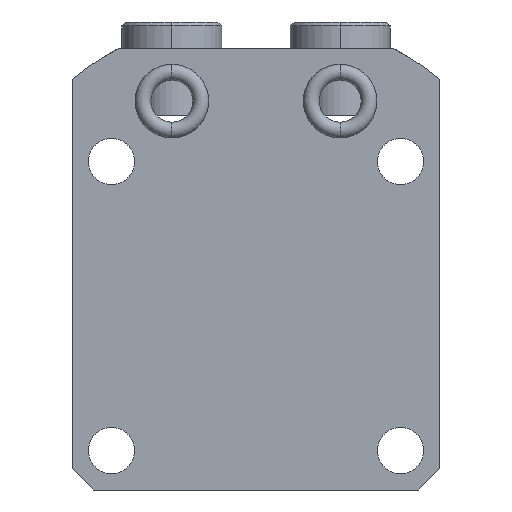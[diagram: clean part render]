
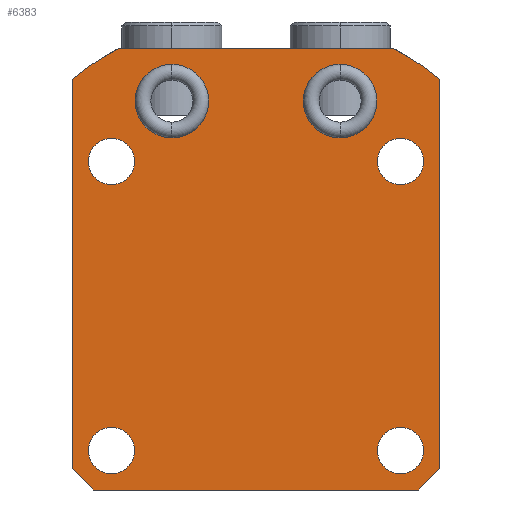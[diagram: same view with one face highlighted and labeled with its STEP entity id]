
A CAD part, front view. The second image highlights one B-rep face of the part: STEP entity #6383.
In plain terms, the highlighted planar face has unit normal (0, -1, 0).
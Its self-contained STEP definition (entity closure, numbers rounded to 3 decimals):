
#1769=CARTESIAN_POINT('',(0.,-30.,0.));
#1770=DIRECTION('',(0.,-1.,0.));
#1771=DIRECTION('',(0.63,0.,0.777));
#1772=AXIS2_PLACEMENT_3D('',#1769,#1770,#1771);
#1816=CARTESIAN_POINT('',(0.,-30.,0.));
#1817=DIRECTION('',(0.,-1.,0.));
#1818=DIRECTION('',(-0.472,0.,0.882));
#1819=AXIS2_PLACEMENT_3D('',#1816,#1817,#1818);
#2387=DIRECTION('',(0.707,0.,0.707));
#2388=VECTOR('',#2387,5.657);
#2389=CARTESIAN_POINT('',(31.,-30.,-35.));
#2390=LINE('',#2389,#2388);
#2394=DIRECTION('',(1.,0.,0.));
#2395=VECTOR('',#2394,62.);
#2396=CARTESIAN_POINT('',(-31.,-30.,-35.));
#2397=LINE('',#2396,#2395);
#2401=DIRECTION('',(0.707,0.,-0.707));
#2402=VECTOR('',#2401,5.657);
#2403=CARTESIAN_POINT('',(-35.,-30.,-31.));
#2404=LINE('',#2403,#2402);
#2408=DIRECTION('',(0.,0.,-1.));
#2409=VECTOR('',#2408,74.156);
#2410=CARTESIAN_POINT('',(-35.,-30.,43.156));
#2411=LINE('',#2410,#2409);
#2415=DIRECTION('',(-1.,0.,0.));
#2416=VECTOR('',#2415,52.401);
#2417=CARTESIAN_POINT('',(26.201,-30.,49.));
#2418=LINE('',#2417,#2416);
#2422=DIRECTION('',(0.,0.,1.));
#2423=VECTOR('',#2422,74.156);
#2424=CARTESIAN_POINT('',(35.,-30.,-31.));
#2425=LINE('',#2424,#2423);
#2429=CARTESIAN_POINT('',(27.5,-30.,-27.5));
#2430=DIRECTION('',(0.,1.,0.));
#2431=DIRECTION('',(1.,0.,0.));
#2432=AXIS2_PLACEMENT_3D('',#2429,#2430,#2431);
#2437=CARTESIAN_POINT('',(27.5,-30.,-27.5));
#2438=DIRECTION('',(0.,1.,0.));
#2439=DIRECTION('',(-1.,0.,0.));
#2440=AXIS2_PLACEMENT_3D('',#2437,#2438,#2439);
#2445=CARTESIAN_POINT('',(-27.5,-30.,-27.5));
#2446=DIRECTION('',(0.,1.,0.));
#2447=DIRECTION('',(1.,0.,0.));
#2448=AXIS2_PLACEMENT_3D('',#2445,#2446,#2447);
#2453=CARTESIAN_POINT('',(-27.5,-30.,-27.5));
#2454=DIRECTION('',(0.,1.,0.));
#2455=DIRECTION('',(-1.,0.,0.));
#2456=AXIS2_PLACEMENT_3D('',#2453,#2454,#2455);
#2461=CARTESIAN_POINT('',(-27.5,-30.,27.5));
#2462=DIRECTION('',(0.,1.,0.));
#2463=DIRECTION('',(1.,0.,0.));
#2464=AXIS2_PLACEMENT_3D('',#2461,#2462,#2463);
#2469=CARTESIAN_POINT('',(-27.5,-30.,27.5));
#2470=DIRECTION('',(0.,1.,0.));
#2471=DIRECTION('',(-1.,0.,0.));
#2472=AXIS2_PLACEMENT_3D('',#2469,#2470,#2471);
#2477=CARTESIAN_POINT('',(27.5,-30.,27.5));
#2478=DIRECTION('',(0.,1.,0.));
#2479=DIRECTION('',(1.,0.,0.));
#2480=AXIS2_PLACEMENT_3D('',#2477,#2478,#2479);
#2485=CARTESIAN_POINT('',(27.5,-30.,27.5));
#2486=DIRECTION('',(0.,1.,0.));
#2487=DIRECTION('',(-1.,0.,0.));
#2488=AXIS2_PLACEMENT_3D('',#2485,#2486,#2487);
#2493=CARTESIAN_POINT('',(16.,-30.,39.));
#2494=DIRECTION('',(0.,-1.,0.));
#2495=DIRECTION('',(-1.,0.,0.));
#2496=AXIS2_PLACEMENT_3D('',#2493,#2494,#2495);
#2501=CARTESIAN_POINT('',(16.,-30.,39.));
#2502=DIRECTION('',(0.,-1.,0.));
#2503=DIRECTION('',(1.,0.,0.));
#2504=AXIS2_PLACEMENT_3D('',#2501,#2502,#2503);
#2509=CARTESIAN_POINT('',(-16.,-30.,39.));
#2510=DIRECTION('',(0.,1.,0.));
#2511=DIRECTION('',(1.,0.,0.));
#2512=AXIS2_PLACEMENT_3D('',#2509,#2510,#2511);
#2517=CARTESIAN_POINT('',(-16.,-30.,39.));
#2518=DIRECTION('',(0.,1.,0.));
#2519=DIRECTION('',(-1.,0.,0.));
#2520=AXIS2_PLACEMENT_3D('',#2517,#2518,#2519);
#3959=CARTESIAN_POINT('',(35.,-30.,43.156));
#3961=VERTEX_POINT('',#3959);
#3963=CARTESIAN_POINT('',(-35.,-30.,43.156));
#3965=VERTEX_POINT('',#3963);
#3966=CARTESIAN_POINT('',(31.,-30.,-35.));
#3968=VERTEX_POINT('',#3966);
#3972=CARTESIAN_POINT('',(35.,-30.,-31.));
#3973=VERTEX_POINT('',#3972);
#3974=CARTESIAN_POINT('',(-35.,-30.,-31.));
#3976=VERTEX_POINT('',#3974);
#3980=CARTESIAN_POINT('',(-31.,-30.,-35.));
#3981=VERTEX_POINT('',#3980);
#3998=CARTESIAN_POINT('',(31.9,-30.,-27.5));
#3999=VERTEX_POINT('',#3998);
#4000=CARTESIAN_POINT('',(23.1,-30.,-27.5));
#4001=VERTEX_POINT('',#4000);
#4002=CARTESIAN_POINT('',(-23.1,-30.,-27.5));
#4003=VERTEX_POINT('',#4002);
#4004=CARTESIAN_POINT('',(-31.9,-30.,-27.5));
#4005=VERTEX_POINT('',#4004);
#4006=CARTESIAN_POINT('',(-23.1,-30.,27.5));
#4007=VERTEX_POINT('',#4006);
#4008=CARTESIAN_POINT('',(-31.9,-30.,27.5));
#4009=VERTEX_POINT('',#4008);
#4010=CARTESIAN_POINT('',(31.9,-30.,27.5));
#4011=VERTEX_POINT('',#4010);
#4012=CARTESIAN_POINT('',(23.1,-30.,27.5));
#4013=VERTEX_POINT('',#4012);
#4028=CARTESIAN_POINT('',(26.201,-30.,49.));
#4029=VERTEX_POINT('',#4028);
#4038=CARTESIAN_POINT('',(-26.201,-30.,49.));
#4039=VERTEX_POINT('',#4038);
#4066=CARTESIAN_POINT('',(9.,-30.,39.));
#4067=CARTESIAN_POINT('',(23.,-30.,39.));
#4068=VERTEX_POINT('',#4066);
#4069=VERTEX_POINT('',#4067);
#4102=CARTESIAN_POINT('',(-9.,-30.,39.));
#4103=VERTEX_POINT('',#4102);
#4104=CARTESIAN_POINT('',(-23.,-30.,39.));
#4105=VERTEX_POINT('',#4104);
#6331=CARTESIAN_POINT('',(0.,-30.,0.));
#6332=DIRECTION('',(0.,-1.,0.));
#6333=DIRECTION('',(-1.,0.,0.));
#6334=AXIS2_PLACEMENT_3D('',#6331,#6332,#6333);
#6335=PLANE('',#6334);
#6336=ORIENTED_EDGE('',*,*,#5775,.F.);
#6337=ORIENTED_EDGE('',*,*,#5792,.F.);
#6338=ORIENTED_EDGE('',*,*,#5804,.F.);
#6339=ORIENTED_EDGE('',*,*,#5820,.F.);
#6340=ORIENTED_EDGE('',*,*,#5859,.F.);
#6341=ORIENTED_EDGE('',*,*,#5912,.F.);
#6342=ORIENTED_EDGE('',*,*,#5839,.F.);
#6344=ORIENTED_EDGE('',*,*,#6343,.F.);
#6345=EDGE_LOOP('',(#6336,#6337,#6338,#6339,#6340,#6341,#6342,#6344));
#6346=FACE_OUTER_BOUND('',#6345,.F.);
#6348=ORIENTED_EDGE('',*,*,#6347,.F.);
#6350=ORIENTED_EDGE('',*,*,#6349,.F.);
#6351=EDGE_LOOP('',(#6348,#6350));
#6352=FACE_BOUND('',#6351,.F.);
#6354=ORIENTED_EDGE('',*,*,#6353,.F.);
#6356=ORIENTED_EDGE('',*,*,#6355,.F.);
#6357=EDGE_LOOP('',(#6354,#6356));
#6358=FACE_BOUND('',#6357,.F.);
#6360=ORIENTED_EDGE('',*,*,#6359,.F.);
#6362=ORIENTED_EDGE('',*,*,#6361,.F.);
#6363=EDGE_LOOP('',(#6360,#6362));
#6364=FACE_BOUND('',#6363,.F.);
#6366=ORIENTED_EDGE('',*,*,#6365,.F.);
#6368=ORIENTED_EDGE('',*,*,#6367,.F.);
#6369=EDGE_LOOP('',(#6366,#6368));
#6370=FACE_BOUND('',#6369,.F.);
#6372=ORIENTED_EDGE('',*,*,#6371,.T.);
#6374=ORIENTED_EDGE('',*,*,#6373,.T.);
#6375=EDGE_LOOP('',(#6372,#6374));
#6376=FACE_BOUND('',#6375,.F.);
#6378=ORIENTED_EDGE('',*,*,#6377,.F.);
#6380=ORIENTED_EDGE('',*,*,#6379,.F.);
#6381=EDGE_LOOP('',(#6378,#6380));
#6382=FACE_BOUND('',#6381,.F.);
#1773=CIRCLE('',#1772,55.565);
#1820=CIRCLE('',#1819,55.565);
#2433=CIRCLE('',#2432,4.4);
#2441=CIRCLE('',#2440,4.4);
#2449=CIRCLE('',#2448,4.4);
#2457=CIRCLE('',#2456,4.4);
#2465=CIRCLE('',#2464,4.4);
#2473=CIRCLE('',#2472,4.4);
#2481=CIRCLE('',#2480,4.4);
#2489=CIRCLE('',#2488,4.4);
#2497=CIRCLE('',#2496,7.);
#2505=CIRCLE('',#2504,7.);
#2513=CIRCLE('',#2512,7.);
#2521=CIRCLE('',#2520,7.);
#5775=EDGE_CURVE('',#3968,#3973,#2390,.T.);
#5792=EDGE_CURVE('',#3981,#3968,#2397,.T.);
#5804=EDGE_CURVE('',#3976,#3981,#2404,.T.);
#5820=EDGE_CURVE('',#3965,#3976,#2411,.T.);
#5839=EDGE_CURVE('',#3961,#4029,#1773,.T.);
#5859=EDGE_CURVE('',#4039,#3965,#1820,.T.);
#5912=EDGE_CURVE('',#4029,#4039,#2418,.T.);
#6343=EDGE_CURVE('',#3973,#3961,#2425,.T.);
#6347=EDGE_CURVE('',#3999,#4001,#2433,.T.);
#6349=EDGE_CURVE('',#4001,#3999,#2441,.T.);
#6353=EDGE_CURVE('',#4003,#4005,#2449,.T.);
#6355=EDGE_CURVE('',#4005,#4003,#2457,.T.);
#6359=EDGE_CURVE('',#4007,#4009,#2465,.T.);
#6361=EDGE_CURVE('',#4009,#4007,#2473,.T.);
#6365=EDGE_CURVE('',#4011,#4013,#2481,.T.);
#6367=EDGE_CURVE('',#4013,#4011,#2489,.T.);
#6371=EDGE_CURVE('',#4068,#4069,#2497,.T.);
#6373=EDGE_CURVE('',#4069,#4068,#2505,.T.);
#6377=EDGE_CURVE('',#4103,#4105,#2513,.T.);
#6379=EDGE_CURVE('',#4105,#4103,#2521,.T.);
#6383=ADVANCED_FACE('',(#6346,#6352,#6358,#6364,#6370,#6376,#6382),#6335,.T.);
